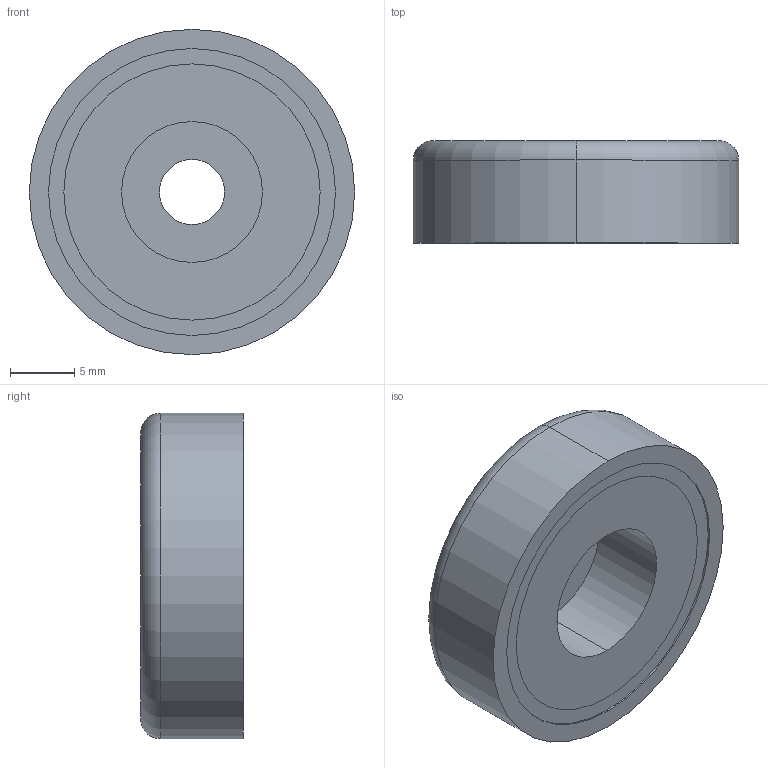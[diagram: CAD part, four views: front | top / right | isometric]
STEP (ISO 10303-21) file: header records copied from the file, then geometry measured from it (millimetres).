
FILE_DESCRIPTION (( 'STEP AP214' ), '1' );
FILE_NAME ('CUPH1000.STEP', '2020-05-15T23:39:04', ( '' ), ( '' ), 'SwSTEP 2.0', 'SolidWorks 2019', '' );
FILE_SCHEMA (( 'AUTOMOTIVE_DESIGN' ));
Length unit declared in the file: inch
Products named in the file (4): insulator; CUPH1000; steel_cup; magnet
Assembly tree (3 placements, depth 2):
  CUPH1000
    steel_cup
    magnet
    insulator
Bounding box: 25.4 x 8 x 25.4 mm (x, y, z)
Volume: 3322.2 mm3; surface area: 4101.8 mm2
Topology: 3 solids, 3 shells, 23 faces, 46 edges, 30 vertices
Faces by surface type: cylinder 14, plane 7, torus 2
Entity records: 880 total; most frequent: DIRECTION 136, CARTESIAN_POINT 105, ORIENTED_EDGE 92, AXIS2_PLACEMENT_3D 61, EDGE_CURVE 46, CIRCLE 32, VERTEX_POINT 30, EDGE_LOOP 30
